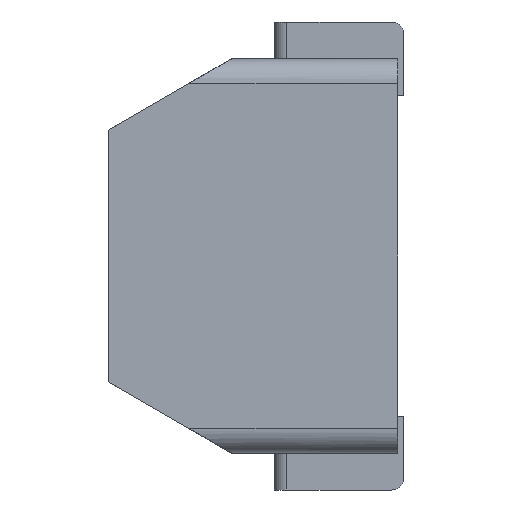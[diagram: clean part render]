
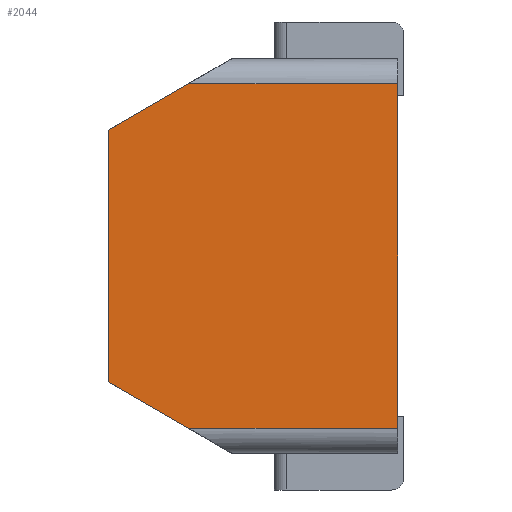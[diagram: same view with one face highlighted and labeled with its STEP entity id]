
A CAD part, left-side view. The second image highlights one B-rep face of the part: STEP entity #2044.
In plain terms, the highlighted planar face has unit normal (-1, 0, 0).
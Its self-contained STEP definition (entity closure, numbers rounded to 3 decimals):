
#50 = CARTESIAN_POINT ( 'NONE',  ( -4., 0., -1.6 ) ) ;
#89 = ORIENTED_EDGE ( 'NONE', *, *, #1889, .T. ) ;
#122 = CARTESIAN_POINT ( 'NONE',  ( -4., 2.35, -1.6 ) ) ;
#167 = VERTEX_POINT ( 'NONE', #2118 ) ;
#187 = EDGE_CURVE ( 'NONE', #1346, #836, #2124, .T. ) ;
#239 = VECTOR ( 'NONE', #1231, 1000. ) ;
#267 = DIRECTION ( 'NONE',  ( 1., 0., 0. ) ) ;
#282 = DIRECTION ( 'NONE',  ( 0., 0.866, -0.5 ) ) ;
#375 = VECTOR ( 'NONE', #695, 1000. ) ;
#414 = EDGE_LOOP ( 'NONE', ( #89, #1561, #2100, #1137, #1945, #501 ) ) ;
#426 = EDGE_CURVE ( 'NONE', #2011, #836, #1294, .T. ) ;
#440 = EDGE_CURVE ( 'NONE', #167, #1346, #1707, .T. ) ;
#475 = VERTEX_POINT ( 'NONE', #1322 ) ;
#501 = ORIENTED_EDGE ( 'NONE', *, *, #908, .T. ) ;
#512 = LINE ( 'NONE', #687, #375 ) ;
#574 = LINE ( 'NONE', #1716, #1045 ) ;
#615 = DIRECTION ( 'NONE',  ( 0., 0., -1. ) ) ;
#687 = CARTESIAN_POINT ( 'NONE',  ( -4., 2.35, -1.4 ) ) ;
#695 = DIRECTION ( 'NONE',  ( 0., -1., 0. ) ) ;
#707 = LINE ( 'NONE', #50, #1097 ) ;
#790 = EDGE_CURVE ( 'NONE', #2011, #475, #574, .T. ) ;
#836 = VERTEX_POINT ( 'NONE', #2053 ) ;
#868 = DIRECTION ( 'NONE',  ( 0., -0.866, -0.5 ) ) ;
#893 = CARTESIAN_POINT ( 'NONE',  ( -4., 2.35, -1.6 ) ) ;
#908 = EDGE_CURVE ( 'NONE', #475, #1896, #512, .T. ) ;
#923 = AXIS2_PLACEMENT_3D ( 'NONE', #122, #267, #615 ) ;
#1045 = VECTOR ( 'NONE', #868, 1000. ) ;
#1097 = VECTOR ( 'NONE', #2063, 1000. ) ;
#1137 = ORIENTED_EDGE ( 'NONE', *, *, #426, .F. ) ;
#1215 = VECTOR ( 'NONE', #282, 1000. ) ;
#1231 = DIRECTION ( 'NONE',  ( 0., 1., 0. ) ) ;
#1294 = LINE ( 'NONE', #893, #1784 ) ;
#1322 = CARTESIAN_POINT ( 'NONE',  ( -4., 1.696, -1.4 ) ) ;
#1346 = VERTEX_POINT ( 'NONE', #1691 ) ;
#1396 = CARTESIAN_POINT ( 'NONE',  ( -4., 2.35, 1.4 ) ) ;
#1561 = ORIENTED_EDGE ( 'NONE', *, *, #440, .T. ) ;
#1564 = CARTESIAN_POINT ( 'NONE',  ( -4., 0., -1.4 ) ) ;
#1583 = DIRECTION ( 'NONE',  ( 0., 0., 1. ) ) ;
#1691 = CARTESIAN_POINT ( 'NONE',  ( -4., 1.696, 1.4 ) ) ;
#1707 = LINE ( 'NONE', #1396, #239 ) ;
#1716 = CARTESIAN_POINT ( 'NONE',  ( -4., 2.35, -1.023 ) ) ;
#1782 = CARTESIAN_POINT ( 'NONE',  ( -4., 2.35, -1.023 ) ) ;
#1784 = VECTOR ( 'NONE', #1583, 1000. ) ;
#1803 = PLANE ( 'NONE',  #923 ) ;
#1889 = EDGE_CURVE ( 'NONE', #1896, #167, #707, .T. ) ;
#1896 = VERTEX_POINT ( 'NONE', #1564 ) ;
#1945 = ORIENTED_EDGE ( 'NONE', *, *, #790, .T. ) ;
#1987 = FACE_OUTER_BOUND ( 'NONE', #414, .T. ) ;
#2011 = VERTEX_POINT ( 'NONE', #1782 ) ;
#2044 = ADVANCED_FACE ( 'NONE', ( #1987 ), #1803, .F. ) ;
#2053 = CARTESIAN_POINT ( 'NONE',  ( -4., 2.35, 1.023 ) ) ;
#2063 = DIRECTION ( 'NONE',  ( 0., 0., 1. ) ) ;
#2100 = ORIENTED_EDGE ( 'NONE', *, *, #187, .T. ) ;
#2118 = CARTESIAN_POINT ( 'NONE',  ( -4., 0., 1.4 ) ) ;
#2124 = LINE ( 'NONE', #2168, #1215 ) ;
#2168 = CARTESIAN_POINT ( 'NONE',  ( -4., 2.35, 1.023 ) ) ;
